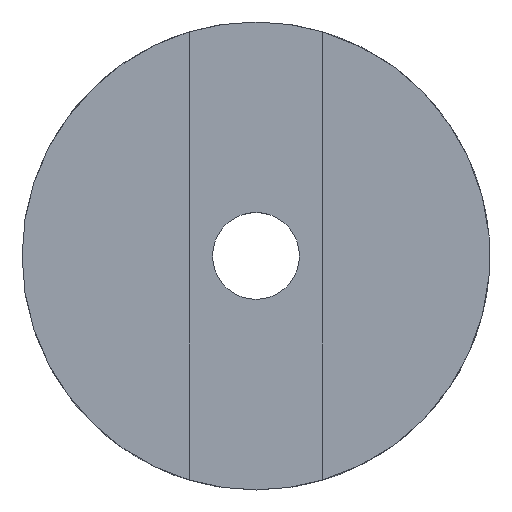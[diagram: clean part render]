
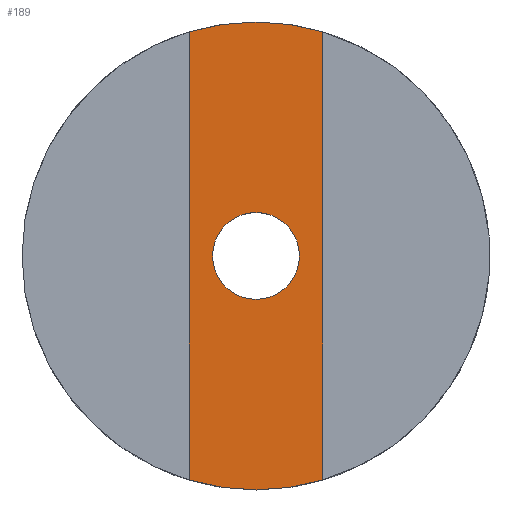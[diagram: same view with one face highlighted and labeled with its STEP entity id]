
A CAD part, top view. The second image highlights one B-rep face of the part: STEP entity #189.
In plain terms, the highlighted planar face has unit normal (0, 0, 1).
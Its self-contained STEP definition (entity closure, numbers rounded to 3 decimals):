
#16=FACE_BOUND('',#47,.T.);
#20=PLANE('',#226);
#34=FACE_OUTER_BOUND('',#46,.T.);
#46=EDGE_LOOP('',(#169,#170,#171,#172));
#47=EDGE_LOOP('',(#173));
#60=LINE('',#336,#73);
#62=LINE('',#339,#75);
#73=VECTOR('',#279,10.);
#75=VECTOR('',#283,10.);
#79=CIRCLE('',#211,14.);
#81=CIRCLE('',#213,14.);
#87=CIRCLE('',#223,2.6);
#92=VERTEX_POINT('',#301);
#93=VERTEX_POINT('',#303);
#96=VERTEX_POINT('',#309);
#97=VERTEX_POINT('',#311);
#103=VERTEX_POINT('',#331);
#109=EDGE_CURVE('',#93,#92,#79,.T.);
#113=EDGE_CURVE('',#97,#96,#81,.T.);
#123=EDGE_CURVE('',#103,#103,#87,.T.);
#126=EDGE_CURVE('',#92,#97,#60,.T.);
#128=EDGE_CURVE('',#96,#93,#62,.T.);
#169=ORIENTED_EDGE('',*,*,#128,.T.);
#170=ORIENTED_EDGE('',*,*,#109,.T.);
#171=ORIENTED_EDGE('',*,*,#126,.T.);
#172=ORIENTED_EDGE('',*,*,#113,.T.);
#173=ORIENTED_EDGE('',*,*,#123,.T.);
#189=ADVANCED_FACE('',(#34,#16),#20,.T.);
#211=AXIS2_PLACEMENT_3D('',#304,#243,#244);
#213=AXIS2_PLACEMENT_3D('',#312,#249,#250);
#223=AXIS2_PLACEMENT_3D('',#332,#273,#274);
#226=AXIS2_PLACEMENT_3D('',#340,#284,#285);
#243=DIRECTION('center_axis',(0.,0.,1.));
#244=DIRECTION('ref_axis',(-1.,0.,0.));
#249=DIRECTION('center_axis',(0.,0.,1.));
#250=DIRECTION('ref_axis',(-1.,0.,0.));
#273=DIRECTION('center_axis',(0.,0.,-1.));
#274=DIRECTION('ref_axis',(-1.,0.,0.));
#279=DIRECTION('',(0.,-1.,0.));
#283=DIRECTION('',(0.,1.,0.));
#284=DIRECTION('center_axis',(0.,0.,1.));
#285=DIRECTION('ref_axis',(-1.,0.,0.));
#301=CARTESIAN_POINT('',(-4.,13.416,5.8));
#303=CARTESIAN_POINT('',(4.,13.416,5.8));
#304=CARTESIAN_POINT('Origin',(0.,0.,5.8));
#309=CARTESIAN_POINT('',(4.,-13.416,5.8));
#311=CARTESIAN_POINT('',(-4.,-13.416,5.8));
#312=CARTESIAN_POINT('Origin',(0.,0.,5.8));
#331=CARTESIAN_POINT('',(2.6,0.,5.8));
#332=CARTESIAN_POINT('Origin',(0.,0.,5.8));
#336=CARTESIAN_POINT('',(-4.,13.416,5.8));
#339=CARTESIAN_POINT('',(4.,-13.416,5.8));
#340=CARTESIAN_POINT('Origin',(0.,0.,5.8));
